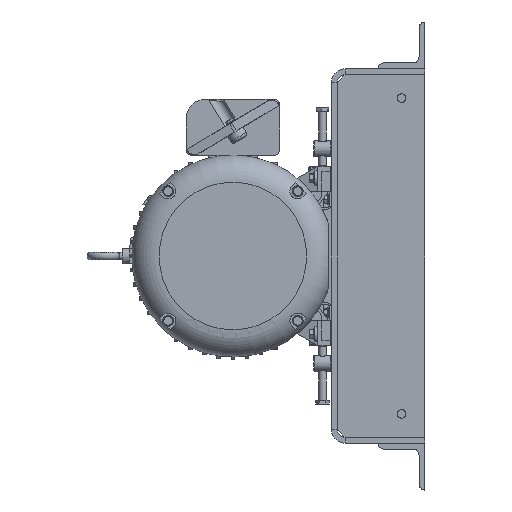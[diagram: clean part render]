
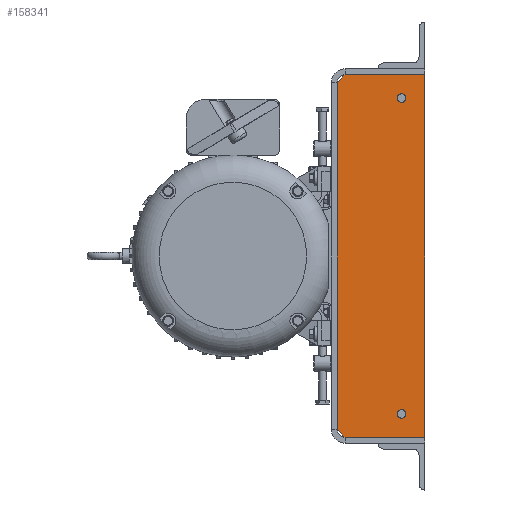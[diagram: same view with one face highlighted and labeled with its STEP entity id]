
A CAD part, left-side view. The second image highlights one B-rep face of the part: STEP entity #158341.
In plain terms, the highlighted planar face has unit normal (-1, 0, 0).
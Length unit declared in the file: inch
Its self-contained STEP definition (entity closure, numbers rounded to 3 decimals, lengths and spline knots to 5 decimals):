
#2068 = LINE ( 'NONE', #139603, #113037 ) ;
#4416 = LINE ( 'NONE', #188343, #63443 ) ;
#6675 = DIRECTION ( 'NONE',  ( 0., 0., -1. ) ) ;
#14800 = ORIENTED_EDGE ( 'NONE', *, *, #81587, .F. ) ;
#18802 = CARTESIAN_POINT ( 'NONE',  ( 0., 0., -23.62 ) ) ;
#20054 = LINE ( 'NONE', #233956, #138087 ) ;
#22709 = VERTEX_POINT ( 'NONE', #167608 ) ;
#24650 = CIRCLE ( 'NONE', #123809, 0.28125 ) ;
#26440 = EDGE_CURVE ( 'NONE', #280192, #27206, #125332, .T. ) ;
#27206 = VERTEX_POINT ( 'NONE', #93285 ) ;
#30933 = VECTOR ( 'NONE', #34101, 39.37008 ) ;
#34101 = DIRECTION ( 'NONE',  ( 0., 0., 1. ) ) ;
#40303 = PLANE ( 'NONE',  #114943 ) ;
#41190 = CARTESIAN_POINT ( 'NONE',  ( 0., 0., -23.62 ) ) ;
#41238 = DIRECTION ( 'NONE',  ( 0., 0., -1. ) ) ;
#52027 = AXIS2_PLACEMENT_3D ( 'NONE', #259633, #126704, #281984 ) ;
#63443 = VECTOR ( 'NONE', #210640, 39.37008 ) ;
#68002 = FACE_OUTER_BOUND ( 'NONE', #239514, .T. ) ;
#68360 = VERTEX_POINT ( 'NONE', #152911 ) ;
#78289 = ORIENTED_EDGE ( 'NONE', *, *, #156990, .T. ) ;
#81587 = EDGE_CURVE ( 'NONE', #195561, #195561, #238163, .T. ) ;
#89875 = LINE ( 'NONE', #122391, #30933 ) ;
#93285 = CARTESIAN_POINT ( 'NONE',  ( 0., 5.12, -0.38 ) ) ;
#96070 = DIRECTION ( 'NONE',  ( 0., -0.707, -0.707 ) ) ;
#101384 = CARTESIAN_POINT ( 'NONE',  ( 0., 0., -0.38 ) ) ;
#101861 = VERTEX_POINT ( 'NONE', #229534 ) ;
#103971 = DIRECTION ( 'NONE',  ( 0., 1., 0. ) ) ;
#104129 = VERTEX_POINT ( 'NONE', #225809 ) ;
#107937 = CARTESIAN_POINT ( 'NONE',  ( 0., 1.5, -22.12 ) ) ;
#113037 = VECTOR ( 'NONE', #6675, 39.37008 ) ;
#114943 = AXIS2_PLACEMENT_3D ( 'NONE', #18802, #173957, #41238 ) ;
#115363 = CARTESIAN_POINT ( 'NONE',  ( 0., 5.12, -23.62 ) ) ;
#120088 = FACE_BOUND ( 'NONE', #251993, .T. ) ;
#122391 = CARTESIAN_POINT ( 'NONE',  ( 0., 0., -0.38 ) ) ;
#123809 = AXIS2_PLACEMENT_3D ( 'NONE', #107937, #263314, #130379 ) ;
#125045 = VECTOR ( 'NONE', #103971, 39.37008 ) ;
#125332 = LINE ( 'NONE', #214555, #125045 ) ;
#126704 = DIRECTION ( 'NONE',  ( -1., 0., 0. ) ) ;
#130379 = DIRECTION ( 'NONE',  ( 0., 0., 1. ) ) ;
#131968 = LINE ( 'NONE', #41190, #250068 ) ;
#138087 = VECTOR ( 'NONE', #96070, 39.37008 ) ;
#139603 = CARTESIAN_POINT ( 'NONE',  ( 0., 5.62, -23.12 ) ) ;
#142852 = ORIENTED_EDGE ( 'NONE', *, *, #277883, .T. ) ;
#152653 = ORIENTED_EDGE ( 'NONE', *, *, #263901, .T. ) ;
#152911 = CARTESIAN_POINT ( 'NONE',  ( 0., 1.5, -21.83875 ) ) ;
#156446 = EDGE_CURVE ( 'NONE', #206877, #104129, #131968, .T. ) ;
#156990 = EDGE_CURVE ( 'NONE', #104129, #280192, #89875, .T. ) ;
#158341 = ADVANCED_FACE ( 'NONE', ( #178996, #120088, #68002 ), #40303, .F. ) ;
#167608 = CARTESIAN_POINT ( 'NONE',  ( 0., 5.62, -0.88 ) ) ;
#169858 = ORIENTED_EDGE ( 'NONE', *, *, #252262, .F. ) ;
#173957 = DIRECTION ( 'NONE',  ( 1., 0., 0. ) ) ;
#178996 = FACE_BOUND ( 'NONE', #255688, .T. ) ;
#188343 = CARTESIAN_POINT ( 'NONE',  ( 0., 5.62, -0.88 ) ) ;
#195561 = VERTEX_POINT ( 'NONE', #201930 ) ;
#196258 = DIRECTION ( 'NONE',  ( 0., -1., 0. ) ) ;
#201930 = CARTESIAN_POINT ( 'NONE',  ( 0., 1.5, -1.59875 ) ) ;
#206877 = VERTEX_POINT ( 'NONE', #115363 ) ;
#209267 = ORIENTED_EDGE ( 'NONE', *, *, #227900, .T. ) ;
#210640 = DIRECTION ( 'NONE',  ( 0., 0.707, -0.707 ) ) ;
#214555 = CARTESIAN_POINT ( 'NONE',  ( 0., 5.12, -0.38 ) ) ;
#225809 = CARTESIAN_POINT ( 'NONE',  ( 0., 0., -23.62 ) ) ;
#227900 = EDGE_CURVE ( 'NONE', #22709, #101861, #2068, .T. ) ;
#229534 = CARTESIAN_POINT ( 'NONE',  ( 0., 5.62, -23.12 ) ) ;
#233956 = CARTESIAN_POINT ( 'NONE',  ( 0., 5.12, -23.62 ) ) ;
#238163 = CIRCLE ( 'NONE', #52027, 0.28125 ) ;
#239514 = EDGE_LOOP ( 'NONE', ( #78289, #242404, #152653, #209267, #142852, #256291 ) ) ;
#242404 = ORIENTED_EDGE ( 'NONE', *, *, #26440, .T. ) ;
#250068 = VECTOR ( 'NONE', #196258, 39.37008 ) ;
#251993 = EDGE_LOOP ( 'NONE', ( #14800 ) ) ;
#252262 = EDGE_CURVE ( 'NONE', #68360, #68360, #24650, .T. ) ;
#255688 = EDGE_LOOP ( 'NONE', ( #169858 ) ) ;
#256291 = ORIENTED_EDGE ( 'NONE', *, *, #156446, .T. ) ;
#259633 = CARTESIAN_POINT ( 'NONE',  ( 0., 1.5, -1.88 ) ) ;
#263314 = DIRECTION ( 'NONE',  ( -1., 0., 0. ) ) ;
#263901 = EDGE_CURVE ( 'NONE', #27206, #22709, #4416, .T. ) ;
#277883 = EDGE_CURVE ( 'NONE', #101861, #206877, #20054, .T. ) ;
#280192 = VERTEX_POINT ( 'NONE', #101384 ) ;
#281984 = DIRECTION ( 'NONE',  ( 0., 0., 1. ) ) ;
